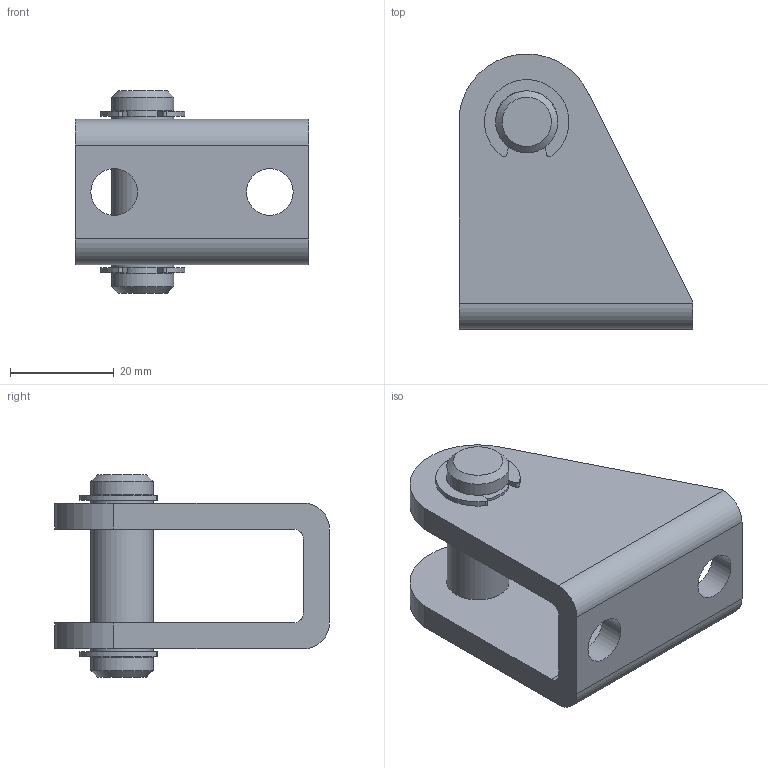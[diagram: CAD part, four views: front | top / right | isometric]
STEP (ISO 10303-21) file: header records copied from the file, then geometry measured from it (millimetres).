
FILE_DESCRIPTION(/* description */ ('STEP AP214'),/* implementation_level */ '2;1');
FILE_NAME(/* name */ '195867_CRLBN-40',/* time_stamp */ '2024-08-05T21:45:11+02:00',/* author */ ('License CC BY-ND 4.0'),/* organization */ ('CADENAS'),/* preprocessor_version */ 'ST-DEVELOPER v19.3',/* originating_system */ 'PARTsolutions',/* authorisation */ ' ');
FILE_SCHEMA (('AUTOMOTIVE_DESIGN {1 0 10303 214 3 1 1}'));
Length unit declared in the file: millimetre
Products named in the file (4): 195867 CRLBN-40; 195867 CRLBN-40---(L); 648759 BZ-12-029,0-AA (39); DIN-6799 8
Assembly tree (4 placements, depth 2):
  195867 CRLBN-40
    195867 CRLBN-40---(L)
    648759 BZ-12-029,0-AA (39)
    DIN-6799 8  x2
Bounding box: 45 x 53 x 39 mm (x, y, z)
Volume: 24045.7 mm3; surface area: 12259.8 mm2
Topology: 4 solids, 4 shells, 89 faces, 233 edges, 156 vertices
Faces by surface type: cylinder 53, plane 34, cone 2
Full cylindrical faces by diameter (mm): 8 x2, 9 x2, 12 x5
Entity records: 1980 total; most frequent: DIRECTION 356, CARTESIAN_POINT 318, ORIENTED_EDGE 292, EDGE_CURVE 146, AXIS2_PLACEMENT_3D 142, VERTEX_POINT 104, EDGE_LOOP 86, FACE_BOUND 86
